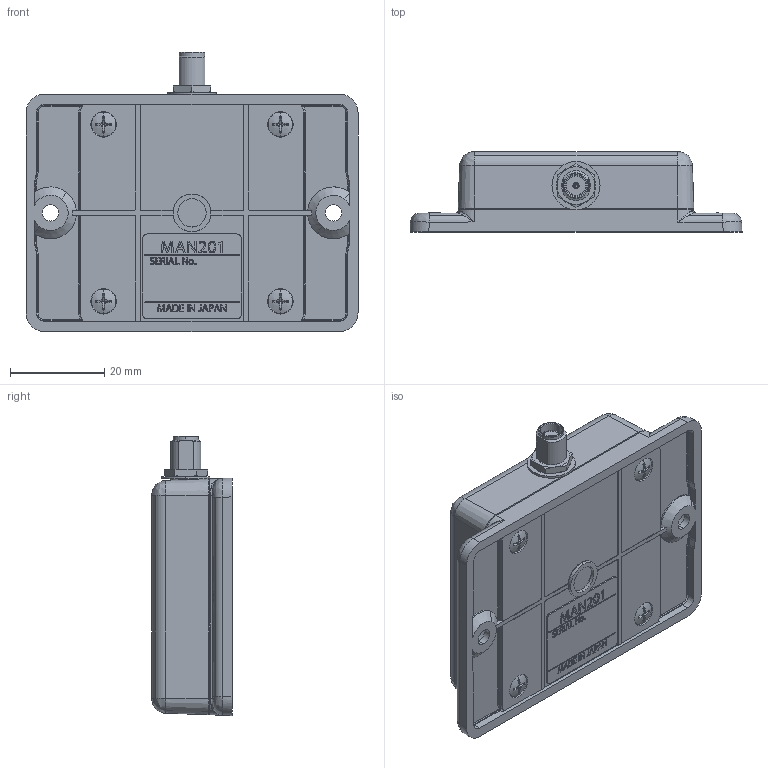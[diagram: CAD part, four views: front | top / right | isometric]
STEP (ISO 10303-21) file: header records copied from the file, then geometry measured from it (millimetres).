
FILE_DESCRIPTION (( 'STEP AP203' ), '1' );
FILE_NAME ('MAN201.STEP', '2025-05-21T23:46:16', ( '' ), ( '' ), 'SwSTEP 2.0', 'SolidWorks 2023', '' );
FILE_SCHEMA (( 'CONFIG_CONTROL_DESIGN' ));
Length unit declared in the file: millimetre
Products named in the file (11): SMA_NUT; MAN201; CASE_ASSY; TWF5-2-5W; SMA_CONNECTOR; SERIAL_LABEL; JIS B 1122 - M2.6_X_D712; ANTENNA_ASSY; SMA_LOCKWASHER; TWF5-X-5-01; TWF5-5_フランジ
Assembly tree (13 placements, depth 4):
  MAN201
    ANTENNA_ASSY
      SMA_CONNECTOR
    CASE_ASSY
      TWF5-2-5W
        TWF5-5_フランジ
        TWF5-X-5-01
        JIS B 1122 - M2.6_X_D712  x4
    SMA_LOCKWASHER
    SMA_NUT
    SERIAL_LABEL
Bounding box: 70.4 x 17 x 59.25 mm (x, y, z)
Volume: 19411.8 mm3; surface area: 22105 mm2
Topology: 20 solids, 20 shells, 1790 faces, 4684 edges, 3039 vertices
Faces by surface type: plane 951, cylinder 296, bspline 274, cone 173, torus 84, sphere 12
Entity records: 58254 total; most frequent: CARTESIAN_POINT 17624, ORIENTED_EDGE 8734, DIRECTION 7172, EDGE_CURVE 4367, LINE 2854, VECTOR 2854, VERTEX_POINT 2844, AXIS2_PLACEMENT_3D 2159
